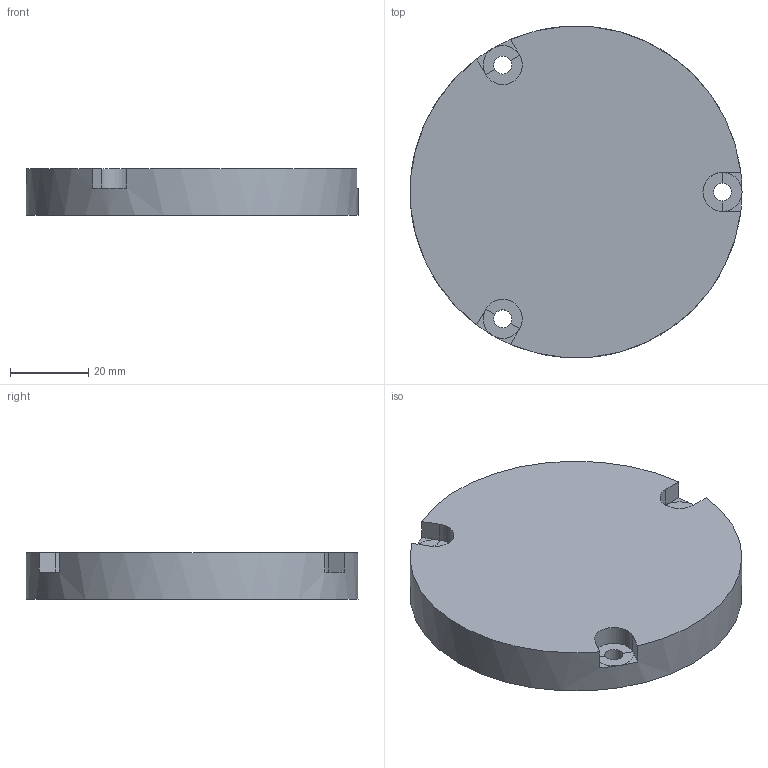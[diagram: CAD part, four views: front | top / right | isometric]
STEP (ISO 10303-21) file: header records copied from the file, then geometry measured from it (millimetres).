
FILE_DESCRIPTION(('FreeCAD Model'),'2;1');
FILE_NAME('Open CASCADE Shape Model','2023-06-20T16:21:58',('Author'),( ''),'Open CASCADE STEP processor 7.6','FreeCAD','Unknown');
FILE_SCHEMA(('AUTOMOTIVE_DESIGN { 1 0 10303 214 1 1 1 1 }'));
Length unit declared in the file: millimetre
Products named in the file (1): Cut001
Bounding box: 85 x 85 x 12 mm (x, y, z)
Volume: 64364.3 mm3; surface area: 16066 mm2
Topology: 1 solids, 1 shells, 31 faces, 74 edges, 44 vertices
Faces by surface type: plane 22, cylinder 9
Full cylindrical faces by diameter (mm): 4.6 x3, 60 x1, 67.6 x1, 85 x1
Entity records: 1927 total; most frequent: CARTESIAN_POINT 400, DIRECTION 297, ORIENTED_EDGE 148, PCURVE 148, DEFINITIONAL_REPRESENTATION 148, LINE 128, VECTOR 128, EDGE_CURVE 74
